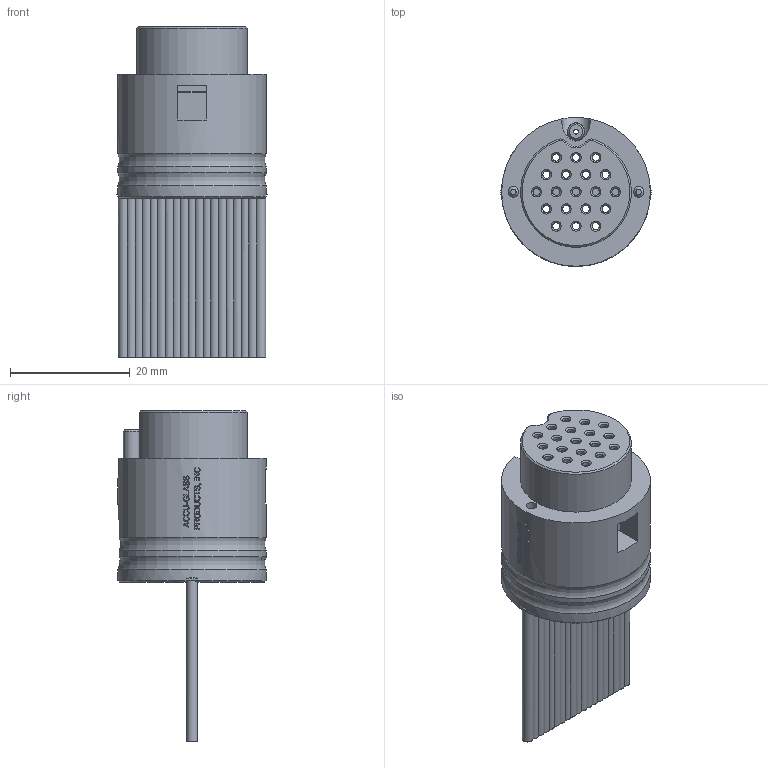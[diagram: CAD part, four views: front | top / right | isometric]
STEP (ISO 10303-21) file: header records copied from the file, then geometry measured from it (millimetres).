
FILE_DESCRIPTION(/* description */ ('Alibre Inc.'),/* implementation_level */ '2;1');
FILE_NAME(/* name */ 'export0',/* time_stamp */ '2010-02-10T10:48:40-08:00',/* author */ (''),/* organization */ (''),/* preprocessor_version */ 'ST-DEVELOPER v10',/* originating_system */ 'Alibre',/* authorisation */ '');
FILE_SCHEMA (('CONFIG_CONTROL_DESIGN'));
Length unit declared in the file: centimetre
Products named in the file (1): WRM 100230
Bounding box: 25.27 x 24.89 x 55.33 mm (x, y, z)
Volume: 10984.2 mm3; surface area: 9446.9 mm2
Topology: 1 solids, 1 shells, 1010 faces, 2830 edges, 1859 vertices
Faces by surface type: bspline 432, plane 365, cylinder 150, cone 60, torus 3
Full cylindrical faces by diameter (mm): 0.838 x1, 1.194 x19, 1.778 x2, 1.93 x38, 2.184 x2, 2.261 x2, 2.794 x1, 2.946 x2, 4.572 x1, 24.892 x2
Entity records: 33809 total; most frequent: CARTESIAN_POINT 11473, ORIENTED_EDGE 5390, DIRECTION 2949, EDGE_CURVE 2695, VERTEX_POINT 1842, EDGE_LOOP 1255, FACE_BOUND 1255, VECTOR 1210
